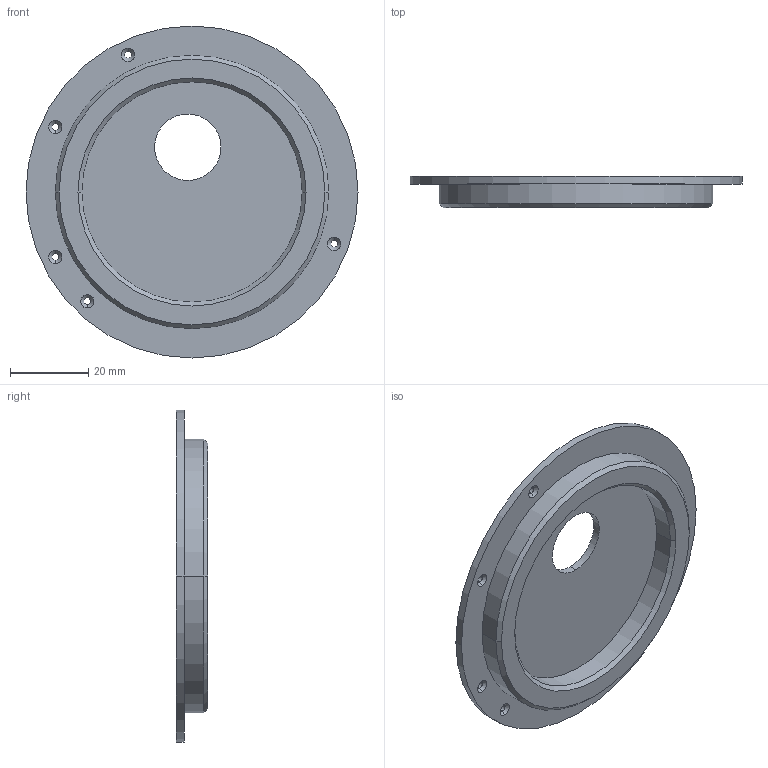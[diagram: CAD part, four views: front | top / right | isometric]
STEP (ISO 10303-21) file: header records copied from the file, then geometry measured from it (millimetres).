
FILE_DESCRIPTION((''),'2;1');
FILE_NAME('SLOWFEED_V1_1_DF83VRING','2025-02-18T08:19:33',('nj'),(''),'CREO PARAMETRIC BY PTC INC, 2024273','CREO PARAMETRIC BY PTC INC, 2024273','');
FILE_SCHEMA(('CONFIG_CONTROL_DESIGN'));
Length unit declared in the file: millimetre
Products named in the file (1): SLOWFEED_V1_1_DF83VRING
Bounding box: 85 x 8 x 85 mm (x, y, z)
Volume: 18760.1 mm3; surface area: 13707.9 mm2
Topology: 1 solids, 1 shells, 36 faces, 82 edges, 50 vertices
Faces by surface type: cylinder 16, cone 14, plane 4, extrusion 2
Entity records: 1134 total; most frequent: CARTESIAN_POINT 228, DIRECTION 194, ORIENTED_EDGE 164, EDGE_CURVE 82, AXIS2_PLACEMENT_3D 80, VERTEX_POINT 50, EDGE_LOOP 50, CIRCLE 46
